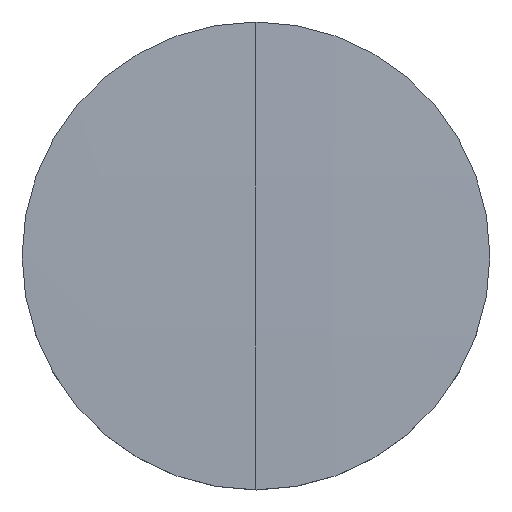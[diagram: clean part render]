
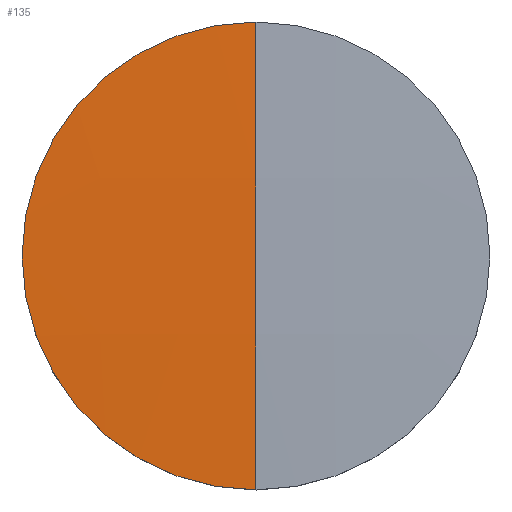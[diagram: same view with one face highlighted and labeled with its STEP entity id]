
A CAD part, top view. The second image highlights one B-rep face of the part: STEP entity #135.
In plain terms, the highlighted free-form (B-spline) face has degree [3, 3] with [4, 4] control points.
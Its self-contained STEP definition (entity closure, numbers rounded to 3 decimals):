
#2 = ORIENTED_EDGE ( 'NONE', *, *, #188, .F. ) ;
#11 = CARTESIAN_POINT ( 'NONE',  ( -4.258, 12.852, 3.841 ) ) ;
#12 =( BOUNDED_SURFACE ( )  B_SPLINE_SURFACE ( 3, 3, ( 
 ( #168, #256, #36, #280 ),
 ( #170, #106, #86, #193 ),
 ( #61, #216, #130, #279 ),
 ( #110, #11, #84, #42 ) ),
 .UNSPECIFIED., .F., .F., .F. ) 
 B_SPLINE_SURFACE_WITH_KNOTS ( ( 4, 4 ),
 ( 4, 4 ),
 ( 0., 1. ),
 ( 0., 1. ),
 .UNSPECIFIED. ) 
 GEOMETRIC_REPRESENTATION_ITEM ( )  RATIONAL_B_SPLINE_SURFACE ( (
 ( 1., 1., 1., 1.),
 ( 1., 1., 1., 1.),
 ( 1., 1., 1., 1.),
 ( 1., 1., 1., 1.) ) ) 
 REPRESENTATION_ITEM ( '' )  SURFACE ( )  );
#17 = EDGE_LOOP ( 'NONE', ( #212, #210, #2 ) ) ;
#32 = CIRCLE ( 'NONE', #102, 518. ) ;
#36 = CARTESIAN_POINT ( 'NONE',  ( -8.516, -12.852, 3.788 ) ) ;
#42 = CARTESIAN_POINT ( 'NONE',  ( -12.772, 12.852, 3.683 ) ) ;
#46 = DIRECTION ( 'NONE',  ( 0., 0., -1. ) ) ;
#56 = VERTEX_POINT ( 'NONE', #62 ) ;
#59 = CIRCLE ( 'NONE', #187, 12.7 ) ;
#61 = CARTESIAN_POINT ( 'NONE',  ( 0., 4.285, 4.053 ) ) ;
#62 = CARTESIAN_POINT ( 'NONE',  ( 0., 12.7, 3.844 ) ) ;
#80 = DIRECTION ( 'NONE',  ( 0., -1., 0. ) ) ;
#84 = CARTESIAN_POINT ( 'NONE',  ( -8.516, 12.852, 3.788 ) ) ;
#85 = EDGE_CURVE ( 'NONE', #176, #56, #32, .T. ) ;
#86 = CARTESIAN_POINT ( 'NONE',  ( -8.519, -4.285, 4.001 ) ) ;
#102 = AXIS2_PLACEMENT_3D ( 'NONE', #239, #107, #80 ) ;
#106 = CARTESIAN_POINT ( 'NONE',  ( -4.26, -4.285, 4.053 ) ) ;
#107 = DIRECTION ( 'NONE',  ( -1., 0., 0. ) ) ;
#110 = CARTESIAN_POINT ( 'NONE',  ( 0., 12.852, 3.841 ) ) ;
#125 = AXIS2_PLACEMENT_3D ( 'NONE', #202, #46, #243 ) ;
#130 = CARTESIAN_POINT ( 'NONE',  ( -8.519, 4.285, 4.001 ) ) ;
#135 = ADVANCED_FACE ( 'NONE', ( #251 ), #12, .T. ) ;
#141 = CIRCLE ( 'NONE', #125, 12.7 ) ;
#146 = CARTESIAN_POINT ( 'NONE',  ( 0., 0., 3.844 ) ) ;
#168 = CARTESIAN_POINT ( 'NONE',  ( 0., -12.852, 3.841 ) ) ;
#170 = CARTESIAN_POINT ( 'NONE',  ( 0., -4.285, 4.053 ) ) ;
#173 = CARTESIAN_POINT ( 'NONE',  ( 0., -12.7, 3.844 ) ) ;
#176 = VERTEX_POINT ( 'NONE', #173 ) ;
#187 = AXIS2_PLACEMENT_3D ( 'NONE', #146, #268, #269 ) ;
#188 = EDGE_CURVE ( 'NONE', #198, #56, #141, .T. ) ;
#193 = CARTESIAN_POINT ( 'NONE',  ( -12.777, -4.285, 3.896 ) ) ;
#198 = VERTEX_POINT ( 'NONE', #288 ) ;
#202 = CARTESIAN_POINT ( 'NONE',  ( 0., 0., 3.844 ) ) ;
#210 = ORIENTED_EDGE ( 'NONE', *, *, #85, .T. ) ;
#212 = ORIENTED_EDGE ( 'NONE', *, *, #287, .F. ) ;
#216 = CARTESIAN_POINT ( 'NONE',  ( -4.26, 4.285, 4.053 ) ) ;
#239 = CARTESIAN_POINT ( 'NONE',  ( 0., 0., -514. ) ) ;
#243 = DIRECTION ( 'NONE',  ( 1., 0., 0. ) ) ;
#251 = FACE_OUTER_BOUND ( 'NONE', #17, .T. ) ;
#256 = CARTESIAN_POINT ( 'NONE',  ( -4.258, -12.852, 3.841 ) ) ;
#268 = DIRECTION ( 'NONE',  ( 0., 0., -1. ) ) ;
#269 = DIRECTION ( 'NONE',  ( 1., 0., 0. ) ) ;
#279 = CARTESIAN_POINT ( 'NONE',  ( -12.777, 4.285, 3.896 ) ) ;
#280 = CARTESIAN_POINT ( 'NONE',  ( -12.772, -12.852, 3.683 ) ) ;
#287 = EDGE_CURVE ( 'NONE', #176, #198, #59, .T. ) ;
#288 = CARTESIAN_POINT ( 'NONE',  ( -12.7, 0., 3.844 ) ) ;
